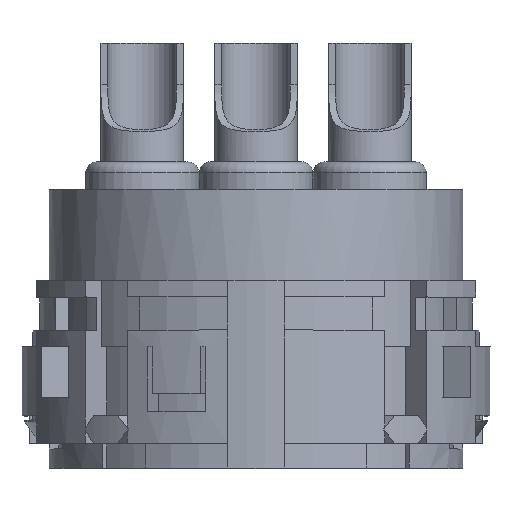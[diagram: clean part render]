
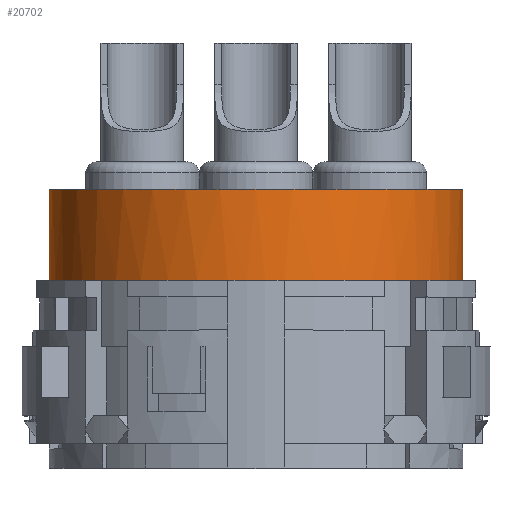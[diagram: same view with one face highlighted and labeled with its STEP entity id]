
A CAD part, top view. The second image highlights one B-rep face of the part: STEP entity #20702.
In plain terms, the highlighted cylindrical face has radius 7.5 mm (diameter 15 mm), a partial arc.
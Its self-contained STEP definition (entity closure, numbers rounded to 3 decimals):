
#1015=CARTESIAN_POINT('',(0.,6.8,0.));
#1016=DIRECTION('',(0.,1.,0.));
#1017=DIRECTION('',(0.137,0.,0.991));
#1018=AXIS2_PLACEMENT_3D('',#1015,#1016,#1017);
#1033=CARTESIAN_POINT('',(0.,6.8,0.));
#1034=DIRECTION('',(0.,1.,0.));
#1035=DIRECTION('',(0.93,0.,0.368));
#1036=AXIS2_PLACEMENT_3D('',#1033,#1034,#1035);
#1043=CARTESIAN_POINT('',(0.,6.8,0.));
#1044=DIRECTION('',(0.,1.,0.));
#1045=DIRECTION('',(-1.,0.,0.));
#1046=AXIS2_PLACEMENT_3D('',#1043,#1044,#1045);
#1061=CARTESIAN_POINT('',(0.,6.8,0.));
#1062=DIRECTION('',(0.,1.,0.));
#1063=DIRECTION('',(-0.779,0.,0.627));
#1064=AXIS2_PLACEMENT_3D('',#1061,#1062,#1063);
#1398=CARTESIAN_POINT('',(0.,6.8,0.));
#1399=DIRECTION('',(0.,1.,0.));
#1400=DIRECTION('',(0.779,0.,0.627));
#1401=AXIS2_PLACEMENT_3D('',#1398,#1399,#1400);
#1403=CARTESIAN_POINT('',(0.,6.8,0.));
#1404=DIRECTION('',(0.,1.,0.));
#1405=DIRECTION('',(-0.137,0.,0.991));
#1406=AXIS2_PLACEMENT_3D('',#1403,#1404,#1405);
#1408=CARTESIAN_POINT('',(0.,6.8,0.));
#1409=DIRECTION('',(0.,1.,0.));
#1410=DIRECTION('',(-0.93,0.,0.368));
#1411=AXIS2_PLACEMENT_3D('',#1408,#1409,#1410);
#1413=DIRECTION('',(0.,1.,0.));
#1414=VECTOR('',#1413,3.3);
#1415=CARTESIAN_POINT('',(-7.5,6.8,0.));
#1416=LINE('',#1415,#1414);
#1598=DIRECTION('',(0.,1.,0.));
#1599=VECTOR('',#1598,3.3);
#1600=CARTESIAN_POINT('',(7.5,6.8,0.));
#1601=LINE('',#1600,#1599);
#1602=CARTESIAN_POINT('',(0.,10.1,0.));
#1603=DIRECTION('',(0.,1.,0.));
#1604=DIRECTION('',(-1.,0.,0.));
#1605=AXIS2_PLACEMENT_3D('',#1602,#1603,#1604);
#16489=CARTESIAN_POINT('',(-7.5,10.1,0.));
#16490=CARTESIAN_POINT('',(7.5,10.1,0.));
#16491=VERTEX_POINT('',#16489);
#16492=VERTEX_POINT('',#16490);
#16493=CARTESIAN_POINT('',(7.5,6.8,0.));
#16494=CARTESIAN_POINT('',(-7.5,6.8,0.));
#16495=VERTEX_POINT('',#16493);
#16496=VERTEX_POINT('',#16494);
#16712=CARTESIAN_POINT('',(-1.025,6.8,7.43));
#16714=VERTEX_POINT('',#16712);
#16715=CARTESIAN_POINT('',(1.025,6.8,7.43));
#16717=VERTEX_POINT('',#16715);
#16776=CARTESIAN_POINT('',(-6.975,6.8,2.757));
#16778=VERTEX_POINT('',#16776);
#16789=CARTESIAN_POINT('',(-5.843,6.8,4.702));
#16791=VERTEX_POINT('',#16789);
#16823=CARTESIAN_POINT('',(6.975,6.8,2.757));
#16825=VERTEX_POINT('',#16823);
#16862=CARTESIAN_POINT('',(5.843,6.8,4.702));
#16864=VERTEX_POINT('',#16862);
#20680=CARTESIAN_POINT('',(0.,6.8,0.));
#20681=DIRECTION('',(0.,1.,0.));
#20682=DIRECTION('',(-1.,0.,0.));
#20683=AXIS2_PLACEMENT_3D('',#20680,#20681,#20682);
#20684=CYLINDRICAL_SURFACE('',#20683,7.5);
#20686=ORIENTED_EDGE('',*,*,#20685,.F.);
#20687=ORIENTED_EDGE('',*,*,#20191,.F.);
#20688=ORIENTED_EDGE('',*,*,#20672,.F.);
#20689=ORIENTED_EDGE('',*,*,#20211,.F.);
#20691=ORIENTED_EDGE('',*,*,#20690,.F.);
#20692=ORIENTED_EDGE('',*,*,#20203,.F.);
#20694=ORIENTED_EDGE('',*,*,#20693,.T.);
#20696=ORIENTED_EDGE('',*,*,#20695,.T.);
#20698=ORIENTED_EDGE('',*,*,#20697,.F.);
#20699=ORIENTED_EDGE('',*,*,#20199,.F.);
#20700=EDGE_LOOP('',(#20686,#20687,#20688,#20689,#20691,#20692,#20694,#20696,
#20698,#20699));
#20701=FACE_OUTER_BOUND('',#20700,.F.);
#1019=CIRCLE('',#1018,7.5);
#1037=CIRCLE('',#1036,7.5);
#1047=CIRCLE('',#1046,7.5);
#1065=CIRCLE('',#1064,7.5);
#1402=CIRCLE('',#1401,7.5);
#1407=CIRCLE('',#1406,7.5);
#1412=CIRCLE('',#1411,7.5);
#1606=CIRCLE('',#1605,7.5);
#20191=EDGE_CURVE('',#16717,#16864,#1019,.T.);
#20199=EDGE_CURVE('',#16825,#16495,#1037,.T.);
#20203=EDGE_CURVE('',#16496,#16778,#1047,.T.);
#20211=EDGE_CURVE('',#16791,#16714,#1065,.T.);
#20672=EDGE_CURVE('',#16714,#16717,#1407,.T.);
#20685=EDGE_CURVE('',#16864,#16825,#1402,.T.);
#20690=EDGE_CURVE('',#16778,#16791,#1412,.T.);
#20693=EDGE_CURVE('',#16496,#16491,#1416,.T.);
#20695=EDGE_CURVE('',#16491,#16492,#1606,.T.);
#20697=EDGE_CURVE('',#16495,#16492,#1601,.T.);
#20702=ADVANCED_FACE('',(#20701),#20684,.T.);
